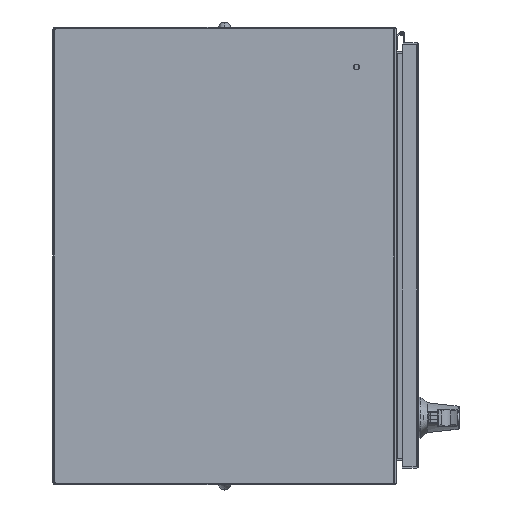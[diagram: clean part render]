
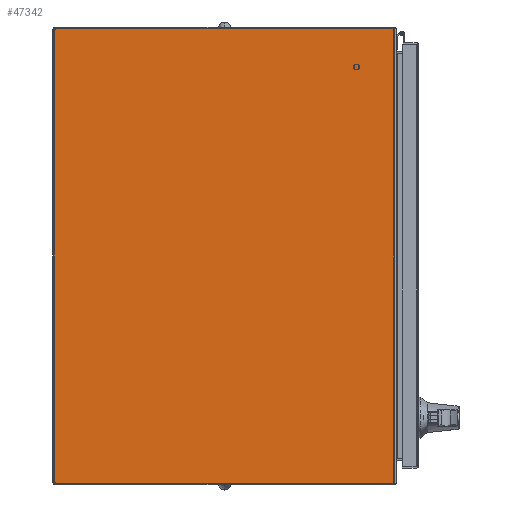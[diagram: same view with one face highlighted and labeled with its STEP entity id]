
A CAD part, front view. The second image highlights one B-rep face of the part: STEP entity #47342.
In plain terms, the highlighted face is planar.
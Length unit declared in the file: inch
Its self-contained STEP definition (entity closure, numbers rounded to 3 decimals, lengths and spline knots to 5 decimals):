
#226 = VECTOR ( 'NONE', #77642, 39.37008 ) ;
#3694 = CARTESIAN_POINT ( 'NONE',  ( 11.935, 9., 0. ) ) ;
#4024 = CARTESIAN_POINT ( 'NONE',  ( -11.935, -8.857, 0. ) ) ;
#6463 = CARTESIAN_POINT ( 'NONE',  ( -11.935, -9., 0. ) ) ;
#9753 = VECTOR ( 'NONE', #14036, 39.37008 ) ;
#10439 = DIRECTION ( 'NONE',  ( 0., 1., 0. ) ) ;
#11551 = CARTESIAN_POINT ( 'NONE',  ( -11.935, -8.857, 0. ) ) ;
#12644 = PLANE ( 'NONE',  #58208 ) ;
#14036 = DIRECTION ( 'NONE',  ( 1., 0., 0. ) ) ;
#19802 = EDGE_CURVE ( 'NONE', #82011, #57624, #69931, .T. ) ;
#32605 = FACE_OUTER_BOUND ( 'NONE', #64464, .T. ) ;
#35526 = VECTOR ( 'NONE', #102828, 39.37008 ) ;
#38459 = EDGE_CURVE ( 'NONE', #57624, #88922, #77763, .T. ) ;
#43539 = LINE ( 'NONE', #11551, #9753 ) ;
#44478 = DIRECTION ( 'NONE',  ( 0., 0., 1. ) ) ;
#45507 = CARTESIAN_POINT ( 'NONE',  ( -11.935, -9., 0. ) ) ;
#46253 = ORIENTED_EDGE ( 'NONE', *, *, #72029, .F. ) ;
#47342 = ADVANCED_FACE ( 'NONE', ( #32605 ), #12644, .F. ) ;
#54280 = LINE ( 'NONE', #6463, #35526 ) ;
#57624 = VERTEX_POINT ( 'NONE', #3694 ) ;
#57906 = CARTESIAN_POINT ( 'NONE',  ( -11.935, 9., 0. ) ) ;
#58208 = AXIS2_PLACEMENT_3D ( 'NONE', #45507, #44478, #60177 ) ;
#58306 = CARTESIAN_POINT ( 'NONE',  ( 11.935, -9., 0. ) ) ;
#58333 = ORIENTED_EDGE ( 'NONE', *, *, #38459, .F. ) ;
#60177 = DIRECTION ( 'NONE',  ( 1., 0., 0. ) ) ;
#62538 = CARTESIAN_POINT ( 'NONE',  ( -11.935, 9., 0. ) ) ;
#64464 = EDGE_LOOP ( 'NONE', ( #46253, #64605, #58333, #82160 ) ) ;
#64605 = ORIENTED_EDGE ( 'NONE', *, *, #80852, .F. ) ;
#68720 = VECTOR ( 'NONE', #10439, 39.37008 ) ;
#69931 = LINE ( 'NONE', #58306, #68720 ) ;
#72029 = EDGE_CURVE ( 'NONE', #85486, #82011, #43539, .T. ) ;
#77642 = DIRECTION ( 'NONE',  ( -1., 0., 0. ) ) ;
#77763 = LINE ( 'NONE', #62538, #226 ) ;
#78124 = CARTESIAN_POINT ( 'NONE',  ( 11.935, -8.857, 0. ) ) ;
#80852 = EDGE_CURVE ( 'NONE', #88922, #85486, #54280, .T. ) ;
#82011 = VERTEX_POINT ( 'NONE', #78124 ) ;
#82160 = ORIENTED_EDGE ( 'NONE', *, *, #19802, .F. ) ;
#85486 = VERTEX_POINT ( 'NONE', #4024 ) ;
#88922 = VERTEX_POINT ( 'NONE', #57906 ) ;
#102828 = DIRECTION ( 'NONE',  ( 0., -1., 0. ) ) ;
